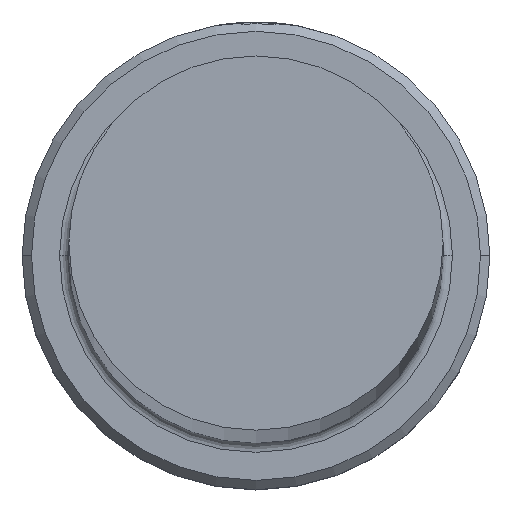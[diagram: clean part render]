
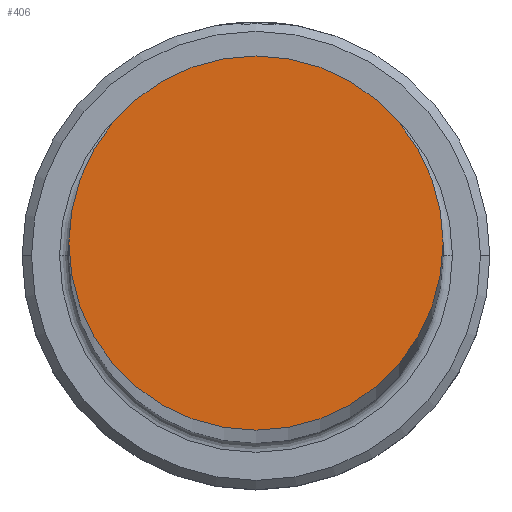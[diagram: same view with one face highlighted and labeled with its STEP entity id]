
A CAD part, top view. The second image highlights one B-rep face of the part: STEP entity #406.
In plain terms, the highlighted planar face has unit normal (0, 0, 1).
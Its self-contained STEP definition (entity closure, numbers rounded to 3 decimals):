
#46 = DIRECTION ( 'NONE',  ( 1., 0., 0. ) ) ;
#120 = DIRECTION ( 'NONE',  ( 1., 0., 0. ) ) ;
#128 = ORIENTED_EDGE ( 'NONE', *, *, #338, .T. ) ;
#130 = CARTESIAN_POINT ( 'NONE',  ( 0., 0., 400. ) ) ;
#144 = EDGE_CURVE ( 'NONE', #773, #1006, #485, .T. ) ;
#165 = AXIS2_PLACEMENT_3D ( 'NONE', #130, #802, #223 ) ;
#193 = DIRECTION ( 'NONE',  ( 0., 0., 1. ) ) ;
#223 = DIRECTION ( 'NONE',  ( 1., 0., 0. ) ) ;
#338 = EDGE_CURVE ( 'NONE', #1006, #773, #812, .T. ) ;
#402 = CARTESIAN_POINT ( 'NONE',  ( 0., 0., 400. ) ) ;
#406 = ADVANCED_FACE ( 'NONE', ( #757 ), #530, .T. ) ;
#463 = CARTESIAN_POINT ( 'NONE',  ( 10., 0., 400. ) ) ;
#485 = CIRCLE ( 'NONE', #965, 10. ) ;
#493 = CARTESIAN_POINT ( 'NONE',  ( -10., 0., 400. ) ) ;
#530 = PLANE ( 'NONE',  #563 ) ;
#563 = AXIS2_PLACEMENT_3D ( 'NONE', #913, #627, #46 ) ;
#627 = DIRECTION ( 'NONE',  ( 0., 0., 1. ) ) ;
#757 = FACE_OUTER_BOUND ( 'NONE', #846, .T. ) ;
#773 = VERTEX_POINT ( 'NONE', #463 ) ;
#802 = DIRECTION ( 'NONE',  ( 0., 0., 1. ) ) ;
#812 = CIRCLE ( 'NONE', #165, 10. ) ;
#846 = EDGE_LOOP ( 'NONE', ( #128, #976 ) ) ;
#913 = CARTESIAN_POINT ( 'NONE',  ( 0., 0., 400. ) ) ;
#965 = AXIS2_PLACEMENT_3D ( 'NONE', #402, #193, #120 ) ;
#976 = ORIENTED_EDGE ( 'NONE', *, *, #144, .T. ) ;
#1006 = VERTEX_POINT ( 'NONE', #493 ) ;
